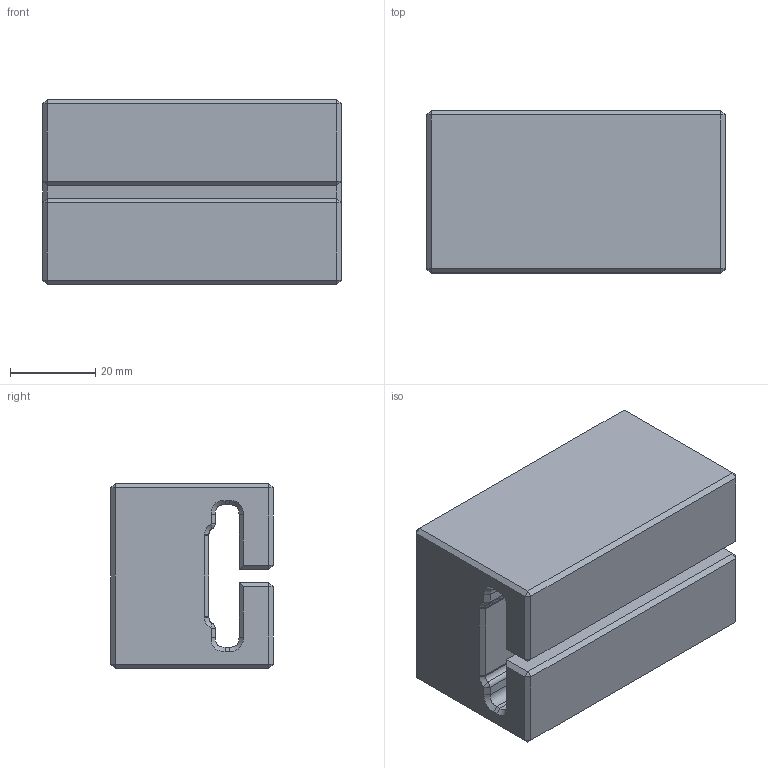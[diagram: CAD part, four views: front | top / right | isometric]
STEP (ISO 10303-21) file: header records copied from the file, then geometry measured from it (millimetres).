
FILE_DESCRIPTION (( 'STEP AP214' ), '1' );
FILE_NAME ('Calibration Jig.STEP', '2024-12-16T23:09:01', ( '' ), ( '' ), 'MPSTEP 2.0', 'Macroplastics Offline CAD Suite', '' );
FILE_SCHEMA (( 'UwU' ));
Length unit declared in the file: millimetre
Products named in the file (1): Calibration Jig
Bounding box: 70 x 38.08 x 43.4 mm (x, y, z)
Volume: 98406.5 mm3; surface area: 19707.1 mm2
Topology: 1 solids, 1 shells, 92 faces, 198 edges, 108 vertices
Faces by surface type: plane 62, bspline 24, cone 4, cylinder 2
Entity records: 4719 total; most frequent: CARTESIAN_POINT 2933, ORIENTED_EDGE 396, DIRECTION 284, EDGE_CURVE 198, VECTOR 130, LINE 130, VERTEX_POINT 108, EDGE_LOOP 92
